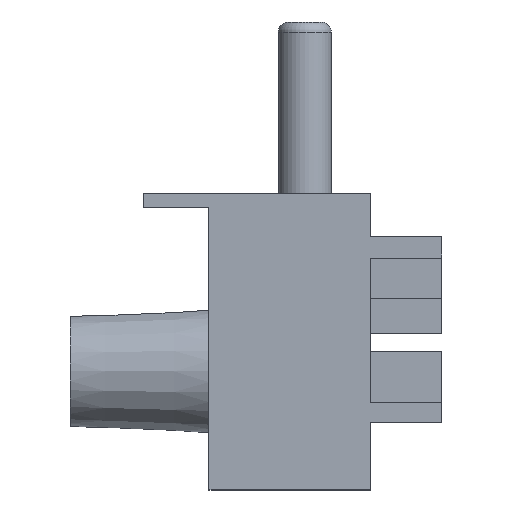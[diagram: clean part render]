
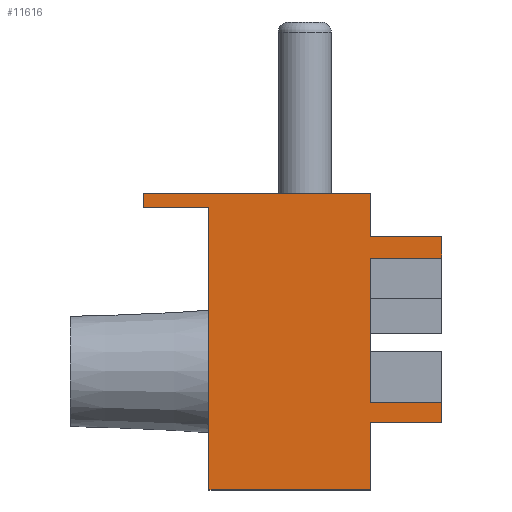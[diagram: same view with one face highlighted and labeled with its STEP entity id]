
A CAD part, left-side view. The second image highlights one B-rep face of the part: STEP entity #11616.
In plain terms, the highlighted planar face has unit normal (-1, 0, 0).
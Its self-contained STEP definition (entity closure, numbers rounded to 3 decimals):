
#1297=FACE_OUTER_BOUND('',#1980,.T.);
#1980=EDGE_LOOP('',(#10455,#10456,#10457,#10458,#10459,#10460,#10461,#10462,
#10463,#10464,#10465,#10466,#10467,#10468));
#2297=LINE('',#15938,#3693);
#2316=LINE('',#15968,#3712);
#2413=LINE('',#16151,#3809);
#2426=LINE('',#16176,#3822);
#2446=LINE('',#16221,#3842);
#2517=LINE('',#16358,#3913);
#2568=LINE('',#16483,#3964);
#2607=LINE('',#16583,#4003);
#3216=LINE('',#18032,#4612);
#3330=LINE('',#18266,#4726);
#3355=LINE('',#18353,#4751);
#3358=LINE('',#18358,#4754);
#3391=LINE('',#18445,#4787);
#3392=LINE('',#18447,#4788);
#3693=VECTOR('',#12872,3.5);
#3712=VECTOR('',#12909,3.5);
#3809=VECTOR('',#13022,7.05);
#3822=VECTOR('',#13039,1.);
#3842=VECTOR('',#13069,3.3);
#3913=VECTOR('',#13156,1.041);
#3964=VECTOR('',#13241,3.5);
#4003=VECTOR('',#13352,2.109);
#4612=VECTOR('',#14749,3.5);
#4726=VECTOR('',#14947,13.8);
#4751=VECTOR('',#15042,3.2);
#4754=VECTOR('',#15047,0.7);
#4787=VECTOR('',#15188,7.9);
#4788=VECTOR('',#15191,11.1);
#5023=VERTEX_POINT('',#15935);
#5024=VERTEX_POINT('',#15937);
#5025=VERTEX_POINT('',#15965);
#5026=VERTEX_POINT('',#15967);
#5114=VERTEX_POINT('',#16175);
#5133=VERTEX_POINT('',#16218);
#5134=VERTEX_POINT('',#16220);
#5192=VERTEX_POINT('',#16356);
#5249=VERTEX_POINT('',#16481);
#5274=VERTEX_POINT('',#16581);
#5775=VERTEX_POINT('',#18207);
#5798=VERTEX_POINT('',#18264);
#5825=VERTEX_POINT('',#18352);
#5826=VERTEX_POINT('',#18356);
#6134=EDGE_CURVE('',#5023,#5024,#2297,.T.);
#6153=EDGE_CURVE('',#5025,#5026,#2316,.T.);
#6250=EDGE_CURVE('',#5023,#5026,#2413,.T.);
#6263=EDGE_CURVE('',#5114,#5024,#2426,.T.);
#6283=EDGE_CURVE('',#5134,#5133,#2446,.T.);
#6354=EDGE_CURVE('',#5192,#5025,#2517,.T.);
#6416=EDGE_CURVE('',#5192,#5249,#2568,.T.);
#6466=EDGE_CURVE('',#5249,#5274,#2607,.T.);
#7179=EDGE_CURVE('',#5133,#5114,#3216,.T.);
#7307=EDGE_CURVE('',#5798,#5775,#3330,.T.);
#7350=EDGE_CURVE('',#5775,#5825,#3355,.T.);
#7353=EDGE_CURVE('',#5825,#5826,#3358,.T.);
#7386=EDGE_CURVE('',#5134,#5798,#3391,.T.);
#7387=EDGE_CURVE('',#5274,#5826,#3392,.T.);
#10455=ORIENTED_EDGE('',*,*,#6283,.T.);
#10456=ORIENTED_EDGE('',*,*,#7179,.T.);
#10457=ORIENTED_EDGE('',*,*,#6263,.T.);
#10458=ORIENTED_EDGE('',*,*,#6134,.F.);
#10459=ORIENTED_EDGE('',*,*,#6250,.T.);
#10460=ORIENTED_EDGE('',*,*,#6153,.F.);
#10461=ORIENTED_EDGE('',*,*,#6354,.F.);
#10462=ORIENTED_EDGE('',*,*,#6416,.T.);
#10463=ORIENTED_EDGE('',*,*,#6466,.T.);
#10464=ORIENTED_EDGE('',*,*,#7387,.T.);
#10465=ORIENTED_EDGE('',*,*,#7353,.F.);
#10466=ORIENTED_EDGE('',*,*,#7350,.F.);
#10467=ORIENTED_EDGE('',*,*,#7307,.F.);
#10468=ORIENTED_EDGE('',*,*,#7386,.F.);
#11057=PLANE('',#12345);
#11616=ADVANCED_FACE('',(#1297),#11057,.T.);
#12345=AXIS2_PLACEMENT_3D('',#18449,#15193,#15194);
#12872=DIRECTION('',(0.,-1.,0.));
#12909=DIRECTION('',(0.,1.,0.));
#13022=DIRECTION('',(0.,0.,1.));
#13039=DIRECTION('',(0.,0.,1.));
#13069=DIRECTION('',(0.,0.,1.));
#13156=DIRECTION('',(0.,0.,-1.));
#13241=DIRECTION('',(0.,1.,0.));
#13352=DIRECTION('',(0.,0.,1.));
#14749=DIRECTION('',(0.,-1.,0.));
#14947=DIRECTION('',(0.,0.,1.));
#15042=DIRECTION('',(0.,1.,0.));
#15047=DIRECTION('',(0.,0.,1.));
#15188=DIRECTION('',(0.,1.,0.));
#15191=DIRECTION('',(0.,1.,0.));
#15193=DIRECTION('center_axis',(-1.,0.,0.));
#15194=DIRECTION('ref_axis',(0.,0.,1.));
#15935=CARTESIAN_POINT('',(-45.6,0.,-10.2));
#15937=CARTESIAN_POINT('',(-45.6,-3.5,-10.2));
#15938=CARTESIAN_POINT('',(-45.6,0.,-10.2));
#15965=CARTESIAN_POINT('',(-45.6,-3.5,-3.15));
#15967=CARTESIAN_POINT('',(-45.6,0.,-3.15));
#15968=CARTESIAN_POINT('',(-45.6,-3.5,-3.15));
#16151=CARTESIAN_POINT('',(-45.6,0.,-14.5));
#16175=CARTESIAN_POINT('',(-45.6,-3.5,-11.2));
#16176=CARTESIAN_POINT('',(-45.6,-3.5,-10.45));
#16218=CARTESIAN_POINT('',(-45.6,0.,-11.2));
#16220=CARTESIAN_POINT('',(-45.6,0.,-14.5));
#16221=CARTESIAN_POINT('',(-45.6,0.,-14.5));
#16356=CARTESIAN_POINT('',(-45.6,-3.5,-2.109));
#16358=CARTESIAN_POINT('',(-45.6,-3.5,-2.109));
#16481=CARTESIAN_POINT('',(-45.6,0.,-2.109));
#16483=CARTESIAN_POINT('',(-45.6,-3.5,-2.109));
#16581=CARTESIAN_POINT('',(-45.6,0.,0.));
#16583=CARTESIAN_POINT('',(-45.6,0.,-14.5));
#18032=CARTESIAN_POINT('',(-45.6,0.,-11.2));
#18207=CARTESIAN_POINT('',(-45.6,7.9,-0.7));
#18264=CARTESIAN_POINT('',(-45.6,7.9,-14.5));
#18266=CARTESIAN_POINT('',(-45.6,7.9,-14.5));
#18352=CARTESIAN_POINT('',(-45.6,11.1,-0.7));
#18353=CARTESIAN_POINT('',(-45.6,7.9,-0.7));
#18356=CARTESIAN_POINT('',(-45.6,11.1,0.));
#18358=CARTESIAN_POINT('',(-45.6,11.1,-0.7));
#18445=CARTESIAN_POINT('',(-45.6,0.,-14.5));
#18447=CARTESIAN_POINT('',(-45.6,0.,0.));
#18449=CARTESIAN_POINT('Origin',(-45.6,0.,-14.5));
